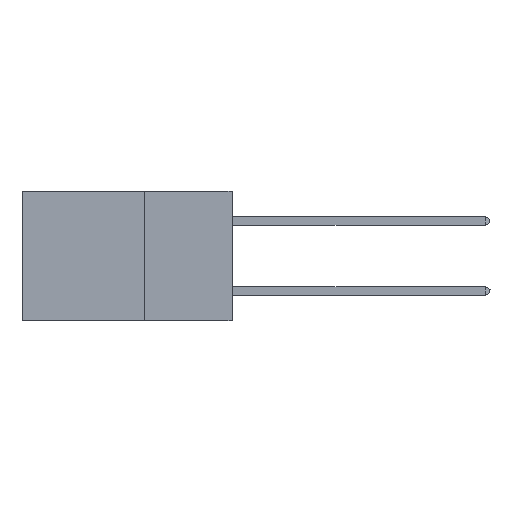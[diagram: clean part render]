
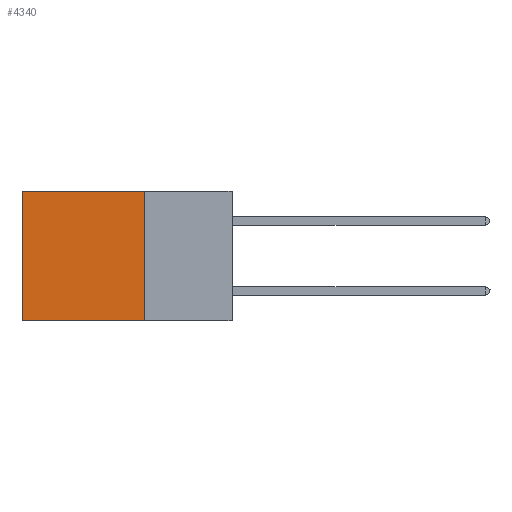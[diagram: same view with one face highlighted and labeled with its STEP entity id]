
A CAD part, left-side view. The second image highlights one B-rep face of the part: STEP entity #4340.
In plain terms, the highlighted planar face has unit normal (-1, 0, 0).
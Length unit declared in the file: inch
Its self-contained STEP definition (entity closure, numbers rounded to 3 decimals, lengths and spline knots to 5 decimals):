
#2819 = CARTESIAN_POINT ( 'NONE',  ( 0.2875, 0.25, 0. ) ) ;
#2843 = LINE ( 'NONE', #2819, #14022 ) ;
#3324 = ORIENTED_EDGE ( 'NONE', *, *, #13572, .F. ) ;
#4340 = ADVANCED_FACE ( 'NONE', ( #13029 ), #11452, .F. ) ;
#4678 = CARTESIAN_POINT ( 'NONE',  ( 0.2875, 0.25, 0. ) ) ;
#5902 = LINE ( 'NONE', #14765, #14211 ) ;
#6815 = DIRECTION ( 'NONE',  ( 0., 1., 0. ) ) ;
#7501 = DIRECTION ( 'NONE',  ( 0., 0., -1. ) ) ;
#7729 = CARTESIAN_POINT ( 'NONE',  ( 0.2875, 0.6, 0. ) ) ;
#7730 = VECTOR ( 'NONE', #17840, 39.37008 ) ;
#7834 = CARTESIAN_POINT ( 'NONE',  ( 0.2875, 0.25, -0.37 ) ) ;
#7996 = CARTESIAN_POINT ( 'NONE',  ( 0.2875, 0.6, -0.37 ) ) ;
#8511 = DIRECTION ( 'NONE',  ( 0., 0., -1. ) ) ;
#9299 = DIRECTION ( 'NONE',  ( 1., 0., 0. ) ) ;
#10474 = VERTEX_POINT ( 'NONE', #21975 ) ;
#11327 = EDGE_CURVE ( 'NONE', #10474, #17910, #13499, .T. ) ;
#11452 = PLANE ( 'NONE',  #11512 ) ;
#11512 = AXIS2_PLACEMENT_3D ( 'NONE', #13495, #9299, #7501 ) ;
#11855 = EDGE_LOOP ( 'NONE', ( #17091, #21962, #3324, #14082 ) ) ;
#12726 = VERTEX_POINT ( 'NONE', #7729 ) ;
#13029 = FACE_OUTER_BOUND ( 'NONE', #11855, .T. ) ;
#13495 = CARTESIAN_POINT ( 'NONE',  ( 0.2875, 0.25, 0. ) ) ;
#13499 = LINE ( 'NONE', #7834, #7730 ) ;
#13572 = EDGE_CURVE ( 'NONE', #20040, #10474, #2843, .T. ) ;
#14022 = VECTOR ( 'NONE', #21179, 39.37008 ) ;
#14082 = ORIENTED_EDGE ( 'NONE', *, *, #15192, .T. ) ;
#14211 = VECTOR ( 'NONE', #8511, 39.37008 ) ;
#14765 = CARTESIAN_POINT ( 'NONE',  ( 0.2875, 0.6, 0. ) ) ;
#15192 = EDGE_CURVE ( 'NONE', #20040, #12726, #25492, .T. ) ;
#17088 = CARTESIAN_POINT ( 'NONE',  ( 0.2875, 0.25, 0. ) ) ;
#17091 = ORIENTED_EDGE ( 'NONE', *, *, #18869, .T. ) ;
#17840 = DIRECTION ( 'NONE',  ( 0., 1., 0. ) ) ;
#17910 = VERTEX_POINT ( 'NONE', #7996 ) ;
#18869 = EDGE_CURVE ( 'NONE', #12726, #17910, #5902, .T. ) ;
#20040 = VERTEX_POINT ( 'NONE', #4678 ) ;
#20491 = VECTOR ( 'NONE', #6815, 39.37008 ) ;
#21179 = DIRECTION ( 'NONE',  ( 0., 0., -1. ) ) ;
#21962 = ORIENTED_EDGE ( 'NONE', *, *, #11327, .F. ) ;
#21975 = CARTESIAN_POINT ( 'NONE',  ( 0.2875, 0.25, -0.37 ) ) ;
#25492 = LINE ( 'NONE', #17088, #20491 ) ;
